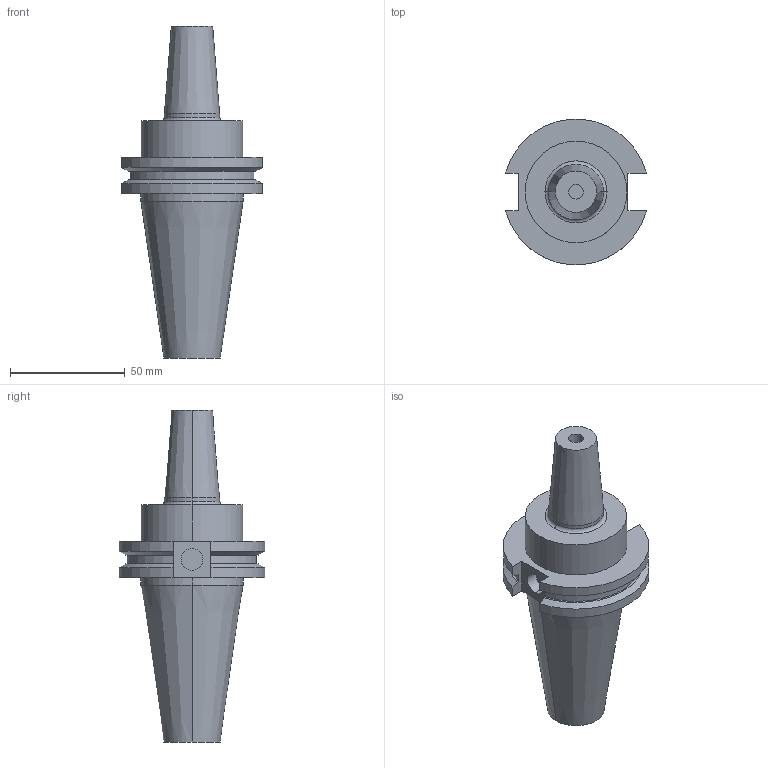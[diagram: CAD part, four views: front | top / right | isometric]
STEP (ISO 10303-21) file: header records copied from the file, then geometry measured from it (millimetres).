
FILE_DESCRIPTION (( 'STEP AP203' ), '1' );
FILE_NAME ('STP-29010.STEP', '2019-03-07T07:14:37', ( '' ), ( '' ), 'SwSTEP 2.0', 'SolidWorks 2017', '' );
FILE_SCHEMA (( 'CONFIG_CONTROL_DESIGN' ));
Length unit declared in the file: millimetre
Products named in the file (1): STP-29010
Bounding box: 61.35 x 63.26 x 144.45 mm (x, y, z)
Volume: 143848.1 mm3; surface area: 24409 mm2
Topology: 1 solids, 1 shells, 56 faces, 130 edges, 83 vertices
Faces by surface type: cylinder 24, plane 20, cone 10, torus 2
Entity records: 1681 total; most frequent: DIRECTION 294, CARTESIAN_POINT 292, ORIENTED_EDGE 256, EDGE_CURVE 128, AXIS2_PLACEMENT_3D 117, VERTEX_POINT 83, EDGE_LOOP 65, CIRCLE 60
